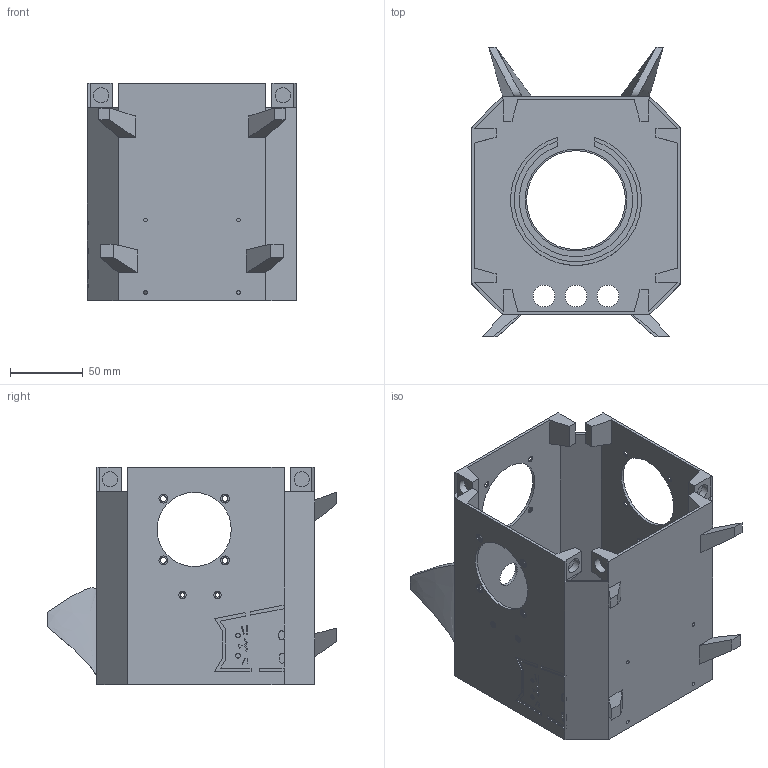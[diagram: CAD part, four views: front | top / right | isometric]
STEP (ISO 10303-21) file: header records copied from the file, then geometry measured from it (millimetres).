
FILE_DESCRIPTION(/* description */ (''),/* implementation_level */ '2;1');
FILE_NAME(/* name */ 'Techdesign Speaker 3d designv5.step',/* time_stamp */ '2025-10-20T13:52:39-04:00',/* author */ (''),/* organization */ (''),/* preprocessor_version */ 'ST-DEVELOPER v20.1',/* originating_system */ 'Autodesk Translation Framework v14.17.0.0',/* authorisation */ '');
FILE_SCHEMA (('AUTOMOTIVE_DESIGN { 1 0 10303 214 3 1 1 }'));
Length unit declared in the file: millimetre
Products named in the file (1): 2025-10-14-15-55-04-338
Bounding box: 144 x 199 x 150 mm (x, y, z)
Volume: 249920.5 mm3; surface area: 212860.6 mm2
Topology: 2 solids, 2 shells, 372 faces, 899 edges, 578 vertices
Faces by surface type: plane 270, cylinder 59, bspline 42, torus 1
Full cylindrical faces by diameter (mm): 2.5 x4, 3 x4, 3.08 x1, 3.231 x1, 4 x12, 5 x4, 6 x12, 10.5 x8, 15 x3, 17 x1, 51 x3, 68 x1, 70 x2
Entity records: 13290 total; most frequent: CARTESIAN_POINT 4736, ORIENTED_EDGE 1798, DIRECTION 1570, EDGE_CURVE 899, LINE 666, VECTOR 666, VERTEX_POINT 578, EDGE_LOOP 479
